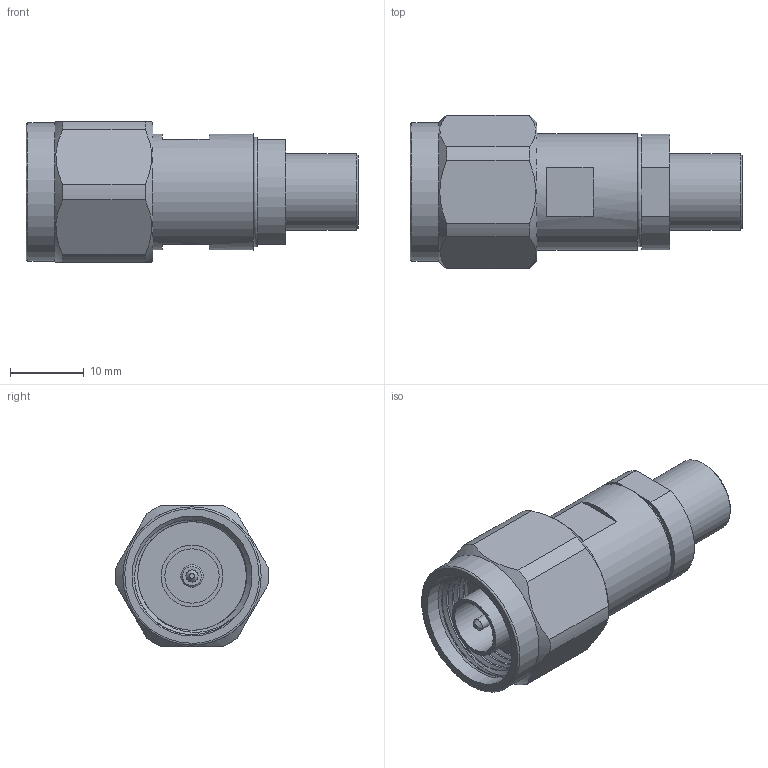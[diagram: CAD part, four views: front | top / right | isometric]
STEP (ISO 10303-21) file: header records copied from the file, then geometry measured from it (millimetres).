
FILE_DESCRIPTION (( 'STEP AP203' ), '1' );
FILE_NAME ('PE44809_3D.step', '2021-09-27T18:19:34', ( '' ), ( '' ), 'SwSTEP 2.0', 'SolidWorks 2021', '' );
FILE_SCHEMA (( 'CONFIG_CONTROL_DESIGN' ));
Length unit declared in the file: inch
Products named in the file (1): PE44809_3D
Bounding box: 45.01 x 20.87 x 19.05 mm (x, y, z)
Volume: 7574 mm3; surface area: 4021.5 mm2
Topology: 1 solids, 1 shells, 57 faces, 128 edges, 85 vertices
Faces by surface type: plane 26, cylinder 18, cone 8, bspline 4, torus 1
Full cylindrical faces by diameter (mm): 1.651 x1, 3.048 x1, 7.366 x1, 8.382 x1, 8.89 x1, 10.414 x1, 15.748 x1, 16.256 x1, 18.735 x1
Entity records: 2582 total; most frequent: CARTESIAN_POINT 1395, DIRECTION 230, ORIENTED_EDGE 198, AXIS2_PLACEMENT_3D 101, EDGE_CURVE 99, EDGE_LOOP 86, VERTEX_POINT 75, FACE_OUTER_BOUND 67
